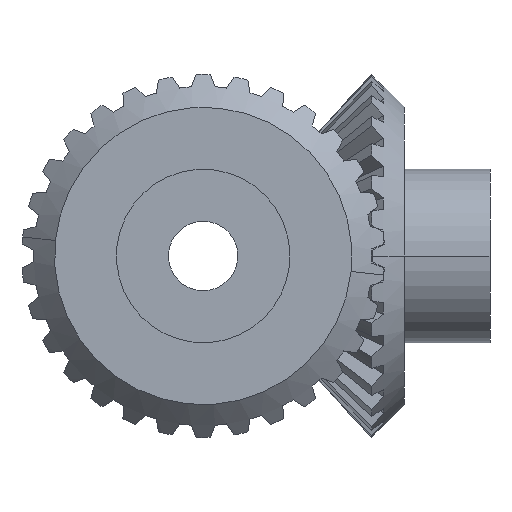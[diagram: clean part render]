
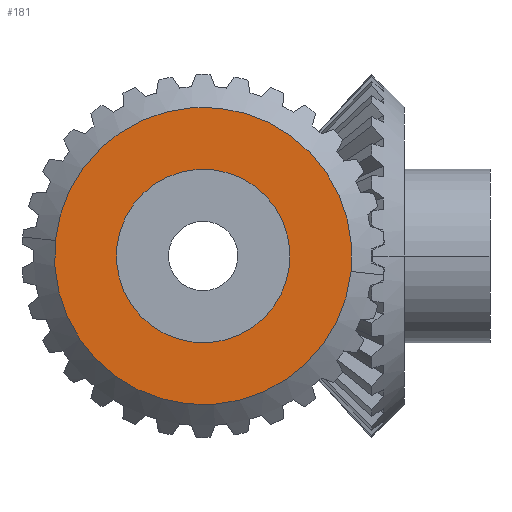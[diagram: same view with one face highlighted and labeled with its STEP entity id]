
A CAD part, left-side view. The second image highlights one B-rep face of the part: STEP entity #181.
In plain terms, the highlighted planar face has unit normal (-1, 0, 0).
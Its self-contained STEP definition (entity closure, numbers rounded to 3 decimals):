
#181=ADVANCED_FACE('',(#575,#576),#577,.F.);
#575=FACE_OUTER_BOUND('',#1113,.T.);
#576=FACE_BOUND('',#1114,.T.);
#577=PLANE('',#1115);
#1113=EDGE_LOOP('',(#2467,#2468));
#1114=EDGE_LOOP('',(#2469,#2470,#2471));
#1115=AXIS2_PLACEMENT_3D('',#2472,#2473,#2474);
#2467=ORIENTED_EDGE('',*,*,#4127,.F.);
#2468=ORIENTED_EDGE('',*,*,#3744,.F.);
#2469=ORIENTED_EDGE('',*,*,#3811,.F.);
#2470=ORIENTED_EDGE('',*,*,#3810,.F.);
#2471=ORIENTED_EDGE('',*,*,#4128,.F.);
#2472=CARTESIAN_POINT('',(-17.4,0.0,0.0));
#2473=DIRECTION('',(1.0,0.0,0.0));
#2474=DIRECTION('',(0.0,0.105,-0.995));
#3744=EDGE_CURVE('',#4517,#4520,#4521,.T.);
#3810=EDGE_CURVE('',#4650,#4652,#4653,.T.);
#3811=EDGE_CURVE('',#4652,#4646,#4654,.T.);
#4127=EDGE_CURVE('',#4520,#4517,#5158,.T.);
#4128=EDGE_CURVE('',#4646,#4650,#5159,.T.);
#4517=VERTEX_POINT('',#5805);
#4520=VERTEX_POINT('',#5809);
#4521=CIRCLE('',#5810,12.857);
#4646=VERTEX_POINT('',#6341);
#4650=VERTEX_POINT('',#6346);
#4652=VERTEX_POINT('',#6349);
#4653=CIRCLE('',#6350,7.5);
#4654=CIRCLE('',#6351,7.5);
#5158=CIRCLE('',#8196,12.857);
#5159=CIRCLE('',#8197,7.5);
#5805=CARTESIAN_POINT('',(-17.4,12.787,1.344));
#5809=CARTESIAN_POINT('',(-17.4,-12.787,-1.344));
#5810=AXIS2_PLACEMENT_3D('',#10594,#10595,#10596);
#6341=CARTESIAN_POINT('',(-17.4,7.459,0.784));
#6346=CARTESIAN_POINT('',(-17.4,-7.459,-0.784));
#6349=CARTESIAN_POINT('',(-17.4,-0.784,7.459));
#6350=AXIS2_PLACEMENT_3D('',#10651,#10652,#10653);
#6351=AXIS2_PLACEMENT_3D('',#10654,#10655,#10656);
#8196=AXIS2_PLACEMENT_3D('',#10945,#10946,#10947);
#8197=AXIS2_PLACEMENT_3D('',#10948,#10949,#10950);
#10594=CARTESIAN_POINT('',(-17.4,0.0,0.0));
#10595=DIRECTION('',(1.0,0.0,-0.0));
#10596=DIRECTION('',(0.0,0.995,0.105));
#10651=CARTESIAN_POINT('',(-17.4,0.0,0.0));
#10652=DIRECTION('',(-1.0,0.0,0.0));
#10653=DIRECTION('',(0.0,0.105,-0.995));
#10654=CARTESIAN_POINT('',(-17.4,0.0,0.0));
#10655=DIRECTION('',(-1.0,0.0,0.0));
#10656=DIRECTION('',(0.0,0.105,-0.995));
#10945=CARTESIAN_POINT('',(-17.4,0.0,0.0));
#10946=DIRECTION('',(1.0,0.0,-0.0));
#10947=DIRECTION('',(0.0,0.995,0.105));
#10948=CARTESIAN_POINT('',(-17.4,0.0,0.0));
#10949=DIRECTION('',(-1.0,0.0,0.0));
#10950=DIRECTION('',(0.0,0.105,-0.995));
